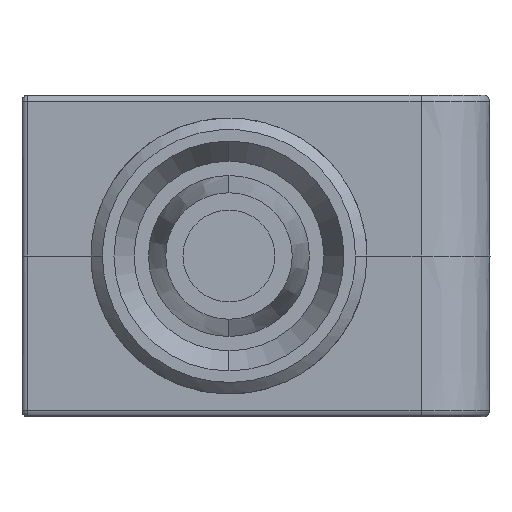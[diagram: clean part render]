
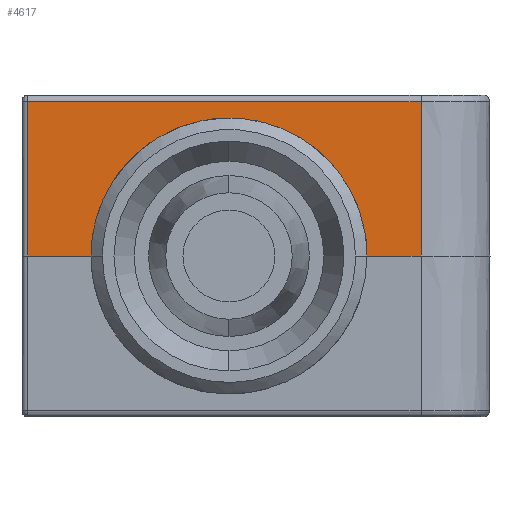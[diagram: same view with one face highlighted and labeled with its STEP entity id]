
A CAD part, front view. The second image highlights one B-rep face of the part: STEP entity #4617.
In plain terms, the highlighted planar face has unit normal (0, -1, 0.002).
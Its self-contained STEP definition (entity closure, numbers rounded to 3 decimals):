
#967=DIRECTION('',(0.,0.002,1.));
#968=VECTOR('',#967,6.701);
#969=CARTESIAN_POINT('',(-13.25,-7.687,0.));
#970=LINE('',#969,#968);
#980=CARTESIAN_POINT('',(-13.25,-7.687,0.));
#1384=DIRECTION('',(-1.,0.,0.));
#1385=VECTOR('',#1384,2.35);
#1386=CARTESIAN_POINT('',(3.85,-7.687,0.));
#1387=LINE('',#1386,#1385);
#1388=DIRECTION('',(-1.,0.,0.));
#1389=VECTOR('',#1388,2.75);
#1390=CARTESIAN_POINT('',(-10.5,-7.687,0.));
#1391=LINE('',#1390,#1389);
#1467=CARTESIAN_POINT('',(-10.5,-7.687,0.));
#1468=CARTESIAN_POINT('',(-10.5,-7.686,0.375));
#1469=CARTESIAN_POINT('',(-10.431,-7.685,
1.111));
#1470=CARTESIAN_POINT('',(-10.124,-7.683,
2.189));
#1471=CARTESIAN_POINT('',(-9.622,-7.681,
3.189));
#1472=CARTESIAN_POINT('',(-8.956,-7.679,
4.068));
#1473=CARTESIAN_POINT('',(-8.132,-7.678,
4.819));
#1474=CARTESIAN_POINT('',(-7.186,-7.677,
5.403));
#1475=CARTESIAN_POINT('',(-6.15,-7.676,
5.804));
#1476=CARTESIAN_POINT('',(-5.057,-7.676,
6.008));
#1477=CARTESIAN_POINT('',(-3.945,-7.676,
6.009));
#1478=CARTESIAN_POINT('',(-2.85,-7.676,
5.805));
#1479=CARTESIAN_POINT('',(-1.807,-7.677,
5.4));
#1480=CARTESIAN_POINT('',(-0.859,-7.678,
4.812));
#1481=CARTESIAN_POINT('',(-0.033,-7.679,
4.056));
#1482=CARTESIAN_POINT('',(0.63,-7.681,
3.176));
#1483=CARTESIAN_POINT('',(1.128,-7.683,2.177));
#1484=CARTESIAN_POINT('',(1.432,-7.685,1.103));
#1485=CARTESIAN_POINT('',(1.5,-7.686,0.372));
#1486=CARTESIAN_POINT('',(1.5,-7.687,0.));
#1500=DIRECTION('',(1.,0.,0.));
#1501=VECTOR('',#1500,17.1);
#1502=CARTESIAN_POINT('',(-13.25,-7.675,6.701));
#1503=LINE('',#1502,#1501);
#1621=DIRECTION('',(0.,-0.002,-1.));
#1622=VECTOR('',#1621,6.701);
#1623=CARTESIAN_POINT('',(3.85,-7.675,6.701));
#1624=LINE('',#1623,#1622);
#1882=CARTESIAN_POINT('',(3.85,-7.687,0.));
#1883=VERTEX_POINT('',#1882);
#1884=CARTESIAN_POINT('',(3.85,-7.675,6.701));
#1886=VERTEX_POINT('',#1884);
#1915=CARTESIAN_POINT('',(-13.25,-7.675,6.701));
#1916=VERTEX_POINT('',#1915);
#2023=VERTEX_POINT('',#980);
#2024=CARTESIAN_POINT('',(-10.5,-7.687,0.));
#2025=VERTEX_POINT('',#2024);
#2026=CARTESIAN_POINT('',(1.5,-7.687,0.));
#2027=VERTEX_POINT('',#2026);
#4602=CARTESIAN_POINT('',(-4.7,-7.681,3.35));
#4603=DIRECTION('',(0.,1.,-0.002));
#4604=DIRECTION('',(1.,0.,0.));
#4605=AXIS2_PLACEMENT_3D('',#4602,#4603,#4604);
#4606=PLANE('',#4605);
#4607=ORIENTED_EDGE('',*,*,#4594,.F.);
#4608=ORIENTED_EDGE('',*,*,#4394,.T.);
#4609=ORIENTED_EDGE('',*,*,#3761,.T.);
#4611=ORIENTED_EDGE('',*,*,#4610,.T.);
#4613=ORIENTED_EDGE('',*,*,#4612,.T.);
#4614=ORIENTED_EDGE('',*,*,#4388,.T.);
#4615=EDGE_LOOP('',(#4607,#4608,#4609,#4611,#4613,#4614));
#4616=FACE_OUTER_BOUND('',#4615,.F.);
#4617=ADVANCED_FACE('',(#4616),#4606,.F.);
#1487=B_SPLINE_CURVE_WITH_KNOTS('',3,(#1467,#1468,#1469,#1470,#1471,#1472,#1473,
#1474,#1475,#1476,#1477,#1478,#1479,#1480,#1481,#1482,#1483,#1484,#1485,#1486),
.UNSPECIFIED.,.F.,.F.,(4,1,1,1,1,1,1,1,1,1,1,1,1,1,1,1,1,4),(0.,
0.059,0.118,0.176,0.235,
0.294,0.353,0.412,0.471,
0.529,0.588,0.647,0.706,
0.765,0.824,0.882,0.941,1.),
.UNSPECIFIED.);
#3761=EDGE_CURVE('',#2023,#1916,#970,.T.);
#4388=EDGE_CURVE('',#1883,#2027,#1387,.T.);
#4394=EDGE_CURVE('',#2025,#2023,#1391,.T.);
#4594=EDGE_CURVE('',#2025,#2027,#1487,.T.);
#4610=EDGE_CURVE('',#1916,#1886,#1503,.T.);
#4612=EDGE_CURVE('',#1886,#1883,#1624,.T.);
